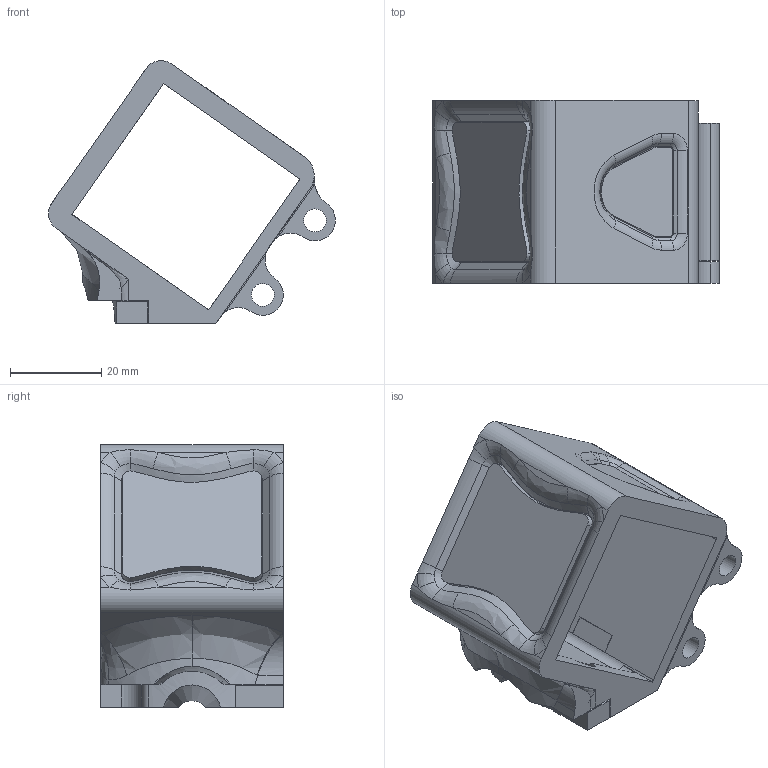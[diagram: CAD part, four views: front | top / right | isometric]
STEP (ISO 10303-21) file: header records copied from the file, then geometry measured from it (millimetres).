
FILE_DESCRIPTION(/* description */ (''),/* implementation_level */ '2;1');
FILE_NAME(/* name */ 'FR7 v4 - Session with Supports_r3.stp',/* time_stamp */ '2019-05-03T10:22:49-07:00',/* author */ (''),/* organization */ (''),/* preprocessor_version */ 'ST-DEVELOPER v16',/* originating_system */ 'SIEMENS PLM Software NX 10.0',/* authorisation */ '');
FILE_SCHEMA (('AUTOMOTIVE_DESIGN { 1 0 10303 214 3 1 1 1 }'));
Length unit declared in the file: inch
Products named in the file (1): jmar09742EF2tcgf
Bounding box: 62.77 x 40 x 57.51 mm (x, y, z)
Volume: 29657 mm3; surface area: 19474.7 mm2
Topology: 7 solids, 7 shells, 235 faces, 595 edges, 375 vertices
Faces by surface type: plane 96, cylinder 69, bspline 26, torus 25, cone 15, extrusion 4
Full cylindrical faces by diameter (mm): 2.997 x2, 4.978 x6, 6.096 x2
Entity records: 8189 total; most frequent: CARTESIAN_POINT 2675, ORIENTED_EDGE 1154, DIRECTION 1077, EDGE_CURVE 577, AXIS2_PLACEMENT_3D 397, VERTEX_POINT 369, VECTOR 283, LINE 279
